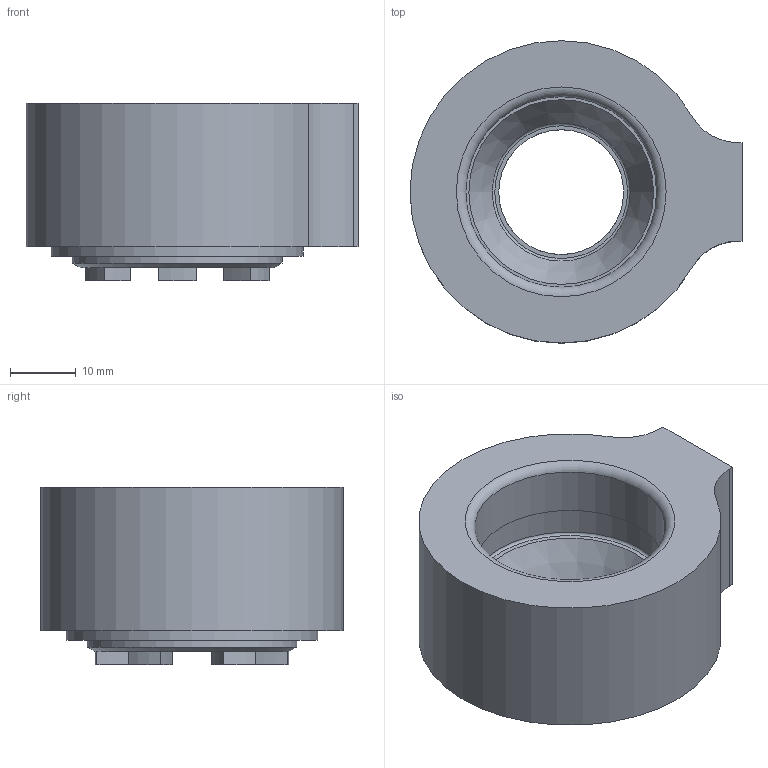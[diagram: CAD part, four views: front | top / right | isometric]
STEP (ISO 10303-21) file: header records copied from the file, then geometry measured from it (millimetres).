
FILE_DESCRIPTION(/* description */ (''),/* implementation_level */ '2;1');
FILE_NAME(/* name */ '372539000.stp',/* time_stamp */ '2022-09-23T09:11:34',/* author */ ('Ratnasingam Jekanthan'),/* organization */ ('REGO-FIX'),/* preprocessor_version */ ' Unknown',/* originating_system */ 'SIEMENS PLM Software Solid Edge ST10',/* authorization */ 'Unknown');
FILE_SCHEMA (('AUTOMOTIVE_DESIGN { 1 0 10303 214 2 1 1}'));
Length unit declared in the file: millimetre
Products named in the file (1): NOCUT
Bounding box: 50.5 x 46 x 27 mm (x, y, z)
Volume: 26958.7 mm3; surface area: 9065.1 mm2
Topology: 1 solids, 1 shells, 61 faces, 148 edges, 93 vertices
Faces by surface type: cylinder 31, plane 24, torus 3, cone 3
Full cylindrical faces by diameter (mm): 8.566 x1, 19 x1, 21 x1, 29 x1, 30.3 x1, 31.9 x1, 38.3 x1
Entity records: 2176 total; most frequent: DIRECTION 342, CARTESIAN_POINT 291, ORIENTED_EDGE 260, AXIS2_PLACEMENT_3D 149, EDGE_CURVE 130, VERTEX_POINT 88, CIRCLE 84, EDGE_LOOP 80
